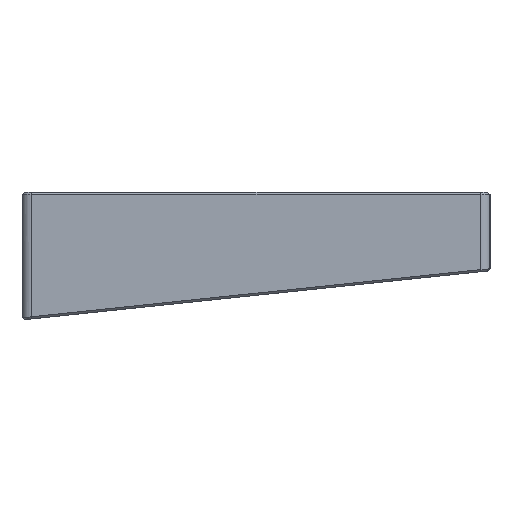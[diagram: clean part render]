
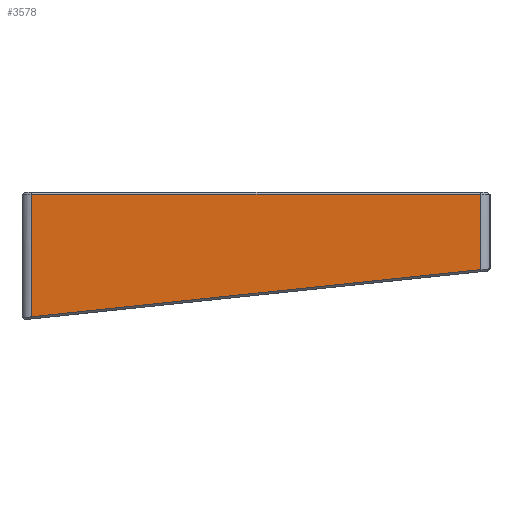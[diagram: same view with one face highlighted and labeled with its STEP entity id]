
A CAD part, left-side view. The second image highlights one B-rep face of the part: STEP entity #3578.
In plain terms, the highlighted planar face has unit normal (-1, 0, 0).
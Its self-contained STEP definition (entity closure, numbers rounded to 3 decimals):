
#305=FACE_OUTER_BOUND('',#507,.T.);
#507=EDGE_LOOP('',(#2740,#2741,#2742,#2743));
#703=LINE('',#5255,#1113);
#711=LINE('',#5398,#1121);
#718=LINE('',#5536,#1128);
#721=LINE('',#5540,#1131);
#1113=VECTOR('',#4231,1000.);
#1121=VECTOR('',#4249,1000.);
#1128=VECTOR('',#4266,1000.);
#1131=VECTOR('',#4271,1000.);
#1506=VERTEX_POINT('',#5242);
#1510=VERTEX_POINT('',#5251);
#1517=VERTEX_POINT('',#5281);
#1521=VERTEX_POINT('',#5396);
#1891=EDGE_CURVE('',#1510,#1506,#703,.T.);
#1903=EDGE_CURVE('',#1517,#1521,#711,.T.);
#1914=EDGE_CURVE('',#1521,#1510,#718,.T.);
#1917=EDGE_CURVE('',#1506,#1517,#721,.F.);
#2740=ORIENTED_EDGE('',*,*,#1917,.T.);
#2741=ORIENTED_EDGE('',*,*,#1903,.T.);
#2742=ORIENTED_EDGE('',*,*,#1914,.T.);
#2743=ORIENTED_EDGE('',*,*,#1891,.T.);
#3407=PLANE('',#3861);
#3578=ADVANCED_FACE('',(#305),#3407,.T.);
#3861=AXIS2_PLACEMENT_3D('',#5774,#4505,#4506);
#4231=DIRECTION('',(0.,1.,0.));
#4249=DIRECTION('',(0.,-0.995,0.105));
#4266=DIRECTION('',(0.,0.,1.));
#4271=DIRECTION('',(0.,0.,1.));
#4505=DIRECTION('center_axis',(-1.,0.,0.));
#4506=DIRECTION('ref_axis',(0.,0.,1.));
#5242=CARTESIAN_POINT('',(-147.85,52.85,29.547));
#5251=CARTESIAN_POINT('',(-147.85,-52.85,29.547));
#5255=CARTESIAN_POINT('',(-147.85,52.85,29.547));
#5281=CARTESIAN_POINT('',(-147.85,52.85,0.739));
#5396=CARTESIAN_POINT('',(-147.85,-52.85,11.849));
#5398=CARTESIAN_POINT('',(-147.85,0.655,6.225));
#5536=CARTESIAN_POINT('',(-147.85,-52.85,30.047));
#5540=CARTESIAN_POINT('',(-147.85,52.85,-0.002));
#5774=CARTESIAN_POINT('Origin',(-147.85,0.,-0.002));
